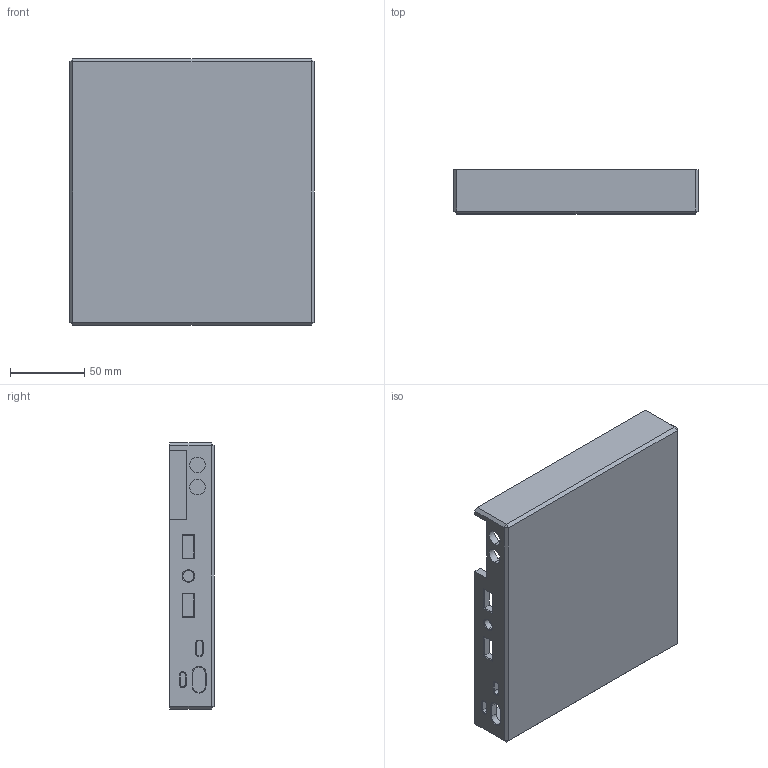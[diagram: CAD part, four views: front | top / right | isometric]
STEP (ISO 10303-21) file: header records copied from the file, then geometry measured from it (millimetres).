
FILE_DESCRIPTION (( 'STEP AP214' ), '1' );
FILE_NAME ('corian-max.STEP', '2019-09-10T18:58:34', ( '' ), ( '' ), 'SwSTEP 2.0', 'SolidWorks 2018', '' );
FILE_SCHEMA (( 'AUTOMOTIVE_DESIGN' ));
Length unit declared in the file: millimetre
Products named in the file (1): corian-max
Bounding box: 165 x 30 x 180 mm (x, y, z)
Volume: 224141.3 mm3; surface area: 95173.2 mm2
Topology: 1 solids, 1 shells, 141 faces, 344 edges, 215 vertices
Faces by surface type: plane 111, cylinder 17, cone 13
Entity records: 4107 total; most frequent: CARTESIAN_POINT 701, ORIENTED_EDGE 688, DIRECTION 675, EDGE_CURVE 344, LINE 297, VECTOR 297, VERTEX_POINT 215, AXIS2_PLACEMENT_3D 189
